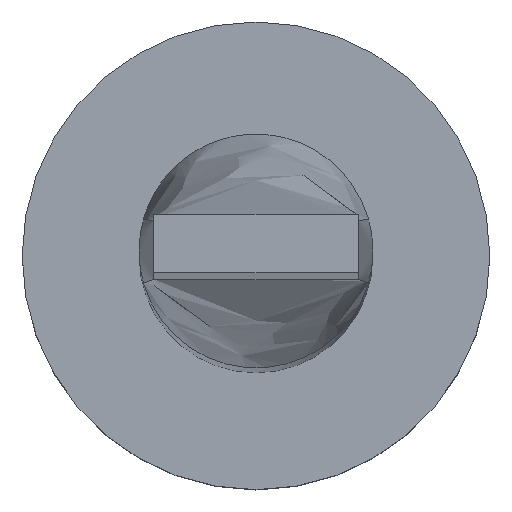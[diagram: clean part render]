
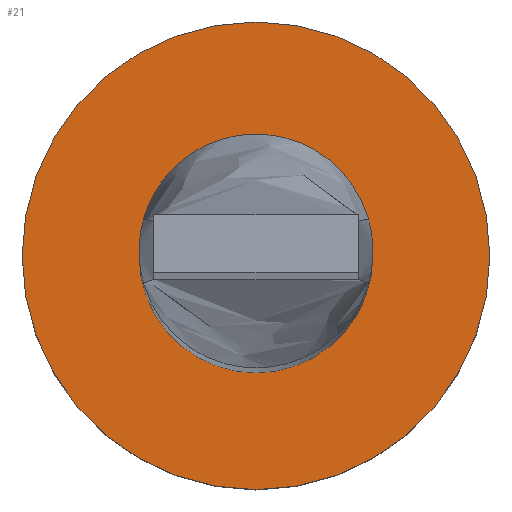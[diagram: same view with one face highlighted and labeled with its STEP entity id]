
A CAD part, top view. The second image highlights one B-rep face of the part: STEP entity #21.
In plain terms, the highlighted planar face has unit normal (0, 0, 1).
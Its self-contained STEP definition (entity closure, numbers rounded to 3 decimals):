
#2 = DIRECTION ( 'NONE',  ( 1., 0., 0. ) ) ;
#21 = ADVANCED_FACE ( 'NONE', ( #353, #89 ), #177, .T. ) ;
#28 = ORIENTED_EDGE ( 'NONE', *, *, #407, .T. ) ;
#29 = AXIS2_PLACEMENT_3D ( 'NONE', #118, #326, #277 ) ;
#46 = DIRECTION ( 'NONE',  ( 1., 0., 0. ) ) ;
#57 = CIRCLE ( 'NONE', #572, 4. ) ;
#59 = CARTESIAN_POINT ( 'NONE',  ( 0., 0., 3. ) ) ;
#66 = CARTESIAN_POINT ( 'NONE',  ( 0., 0., 3. ) ) ;
#79 = VERTEX_POINT ( 'NONE', #255 ) ;
#89 = FACE_OUTER_BOUND ( 'NONE', #331, .T. ) ;
#103 = DIRECTION ( 'NONE',  ( 1., 0., 0. ) ) ;
#118 = CARTESIAN_POINT ( 'NONE',  ( 0., 0., 3. ) ) ;
#121 = DIRECTION ( 'NONE',  ( 0., 0., 1. ) ) ;
#135 = AXIS2_PLACEMENT_3D ( 'NONE', #528, #262, #46 ) ;
#147 = CARTESIAN_POINT ( 'NONE',  ( 0., 0., 3. ) ) ;
#177 = PLANE ( 'NONE',  #135 ) ;
#214 = ORIENTED_EDGE ( 'NONE', *, *, #288, .F. ) ;
#239 = DIRECTION ( 'NONE',  ( 0., 0., 1. ) ) ;
#251 = ORIENTED_EDGE ( 'NONE', *, *, #481, .F. ) ;
#255 = CARTESIAN_POINT ( 'NONE',  ( -4., 0., 3. ) ) ;
#262 = DIRECTION ( 'NONE',  ( 0., 0., 1. ) ) ;
#263 = CIRCLE ( 'NONE', #29, 2. ) ;
#266 = DIRECTION ( 'NONE',  ( 0., 0., 1. ) ) ;
#270 = AXIS2_PLACEMENT_3D ( 'NONE', #59, #121, #103 ) ;
#277 = DIRECTION ( 'NONE',  ( 1., 0., 0. ) ) ;
#278 = VERTEX_POINT ( 'NONE', #321 ) ;
#281 = ORIENTED_EDGE ( 'NONE', *, *, #380, .T. ) ;
#288 = EDGE_CURVE ( 'NONE', #368, #278, #534, .T. ) ;
#321 = CARTESIAN_POINT ( 'NONE',  ( 2., 0., 3. ) ) ;
#326 = DIRECTION ( 'NONE',  ( 0., 0., 1. ) ) ;
#331 = EDGE_LOOP ( 'NONE', ( #281, #28 ) ) ;
#338 = EDGE_LOOP ( 'NONE', ( #214, #251 ) ) ;
#351 = CARTESIAN_POINT ( 'NONE',  ( -2., 0., 3. ) ) ;
#353 = FACE_BOUND ( 'NONE', #338, .T. ) ;
#368 = VERTEX_POINT ( 'NONE', #351 ) ;
#372 = CIRCLE ( 'NONE', #492, 4. ) ;
#380 = EDGE_CURVE ( 'NONE', #79, #554, #372, .T. ) ;
#407 = EDGE_CURVE ( 'NONE', #554, #79, #57, .T. ) ;
#462 = DIRECTION ( 'NONE',  ( 1., 0., 0. ) ) ;
#481 = EDGE_CURVE ( 'NONE', #278, #368, #263, .T. ) ;
#492 = AXIS2_PLACEMENT_3D ( 'NONE', #147, #266, #2 ) ;
#511 = CARTESIAN_POINT ( 'NONE',  ( 4., 0., 3. ) ) ;
#528 = CARTESIAN_POINT ( 'NONE',  ( 0., 0., 3. ) ) ;
#534 = CIRCLE ( 'NONE', #270, 2. ) ;
#554 = VERTEX_POINT ( 'NONE', #511 ) ;
#572 = AXIS2_PLACEMENT_3D ( 'NONE', #66, #239, #462 ) ;
